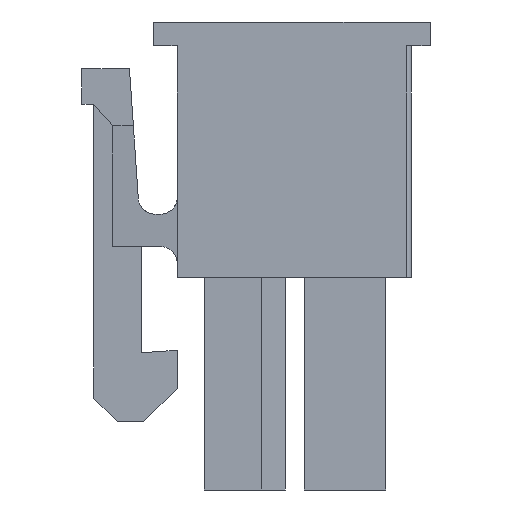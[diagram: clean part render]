
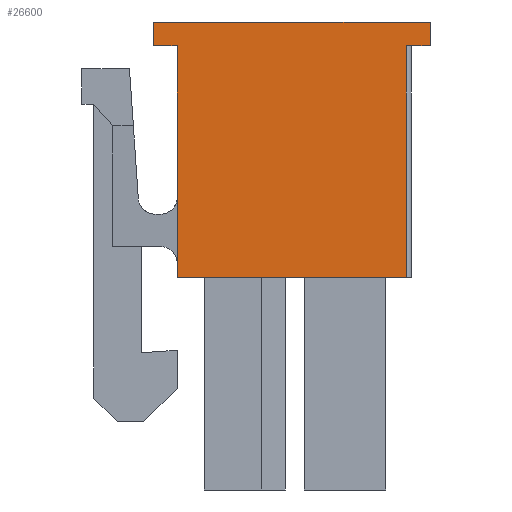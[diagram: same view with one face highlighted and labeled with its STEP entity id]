
A CAD part, left-side view. The second image highlights one B-rep face of the part: STEP entity #26600.
In plain terms, the highlighted planar face has unit normal (-1, 0, 0).
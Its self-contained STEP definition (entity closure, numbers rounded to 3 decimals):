
#2173=ORIENTED_EDGE('',*,*,#7782,.T.);
#2174=ORIENTED_EDGE('',*,*,#9715,.F.);
#2175=ORIENTED_EDGE('',*,*,#9716,.F.);
#2176=ORIENTED_EDGE('',*,*,#7936,.T.);
#2177=ORIENTED_EDGE('',*,*,#9717,.F.);
#2178=ORIENTED_EDGE('',*,*,#9718,.T.);
#2179=ORIENTED_EDGE('',*,*,#7822,.T.);
#2180=ORIENTED_EDGE('',*,*,#9703,.T.);
#7782=EDGE_CURVE('',#11640,#11642,#14054,.T.);
#7822=EDGE_CURVE('',#11676,#11682,#14094,.T.);
#7936=EDGE_CURVE('',#11788,#11789,#14208,.T.);
#9703=EDGE_CURVE('',#11682,#11640,#15965,.T.);
#9715=EDGE_CURVE('',#13350,#11642,#15971,.T.);
#9716=EDGE_CURVE('',#11788,#13350,#15972,.T.);
#9717=EDGE_CURVE('',#13351,#11789,#15973,.T.);
#9718=EDGE_CURVE('',#13351,#11676,#15974,.T.);
#11640=VERTEX_POINT('',#36110);
#11642=VERTEX_POINT('',#36114);
#11676=VERTEX_POINT('',#36189);
#11682=VERTEX_POINT('',#36201);
#11788=VERTEX_POINT('',#36435);
#11789=VERTEX_POINT('',#36436);
#13350=VERTEX_POINT('',#40074);
#13351=VERTEX_POINT('',#40077);
#14054=LINE('',#36115,#17890);
#14094=LINE('',#36202,#17930);
#14208=LINE('',#36434,#18044);
#15965=LINE('',#40057,#19801);
#15971=LINE('',#40073,#19807);
#15972=LINE('',#40075,#19808);
#15973=LINE('',#40076,#19809);
#15974=LINE('',#40078,#19810);
#17890=VECTOR('',#29277,1000.);
#17930=VECTOR('',#29331,1000.);
#18044=VECTOR('',#29471,1000.);
#19801=VECTOR('',#31840,1000.);
#19807=VECTOR('',#31862,1000.);
#19808=VECTOR('',#31863,1000.);
#19809=VECTOR('',#31864,1000.);
#19810=VECTOR('',#31865,1000.);
#22115=EDGE_LOOP('',(#2173,#2174,#2175,#2176,#2177,#2178,#2179,#2180));
#23663=FACE_BOUND('',#22115,.T.);
#25133=PLANE('',#28105);
#26600=ADVANCED_FACE('',(#23663),#25133,.T.);
#28105=AXIS2_PLACEMENT_3D('',#40072,#31860,#31861);
#29277=DIRECTION('',(0.,0.,1.));
#29331=DIRECTION('',(0.,0.,-1.));
#29471=DIRECTION('',(0.,1.,0.));
#31840=DIRECTION('',(0.,-1.,0.));
#31860=DIRECTION('',(-1.,0.,0.));
#31861=DIRECTION('',(0.,0.,1.));
#31862=DIRECTION('',(0.,1.,0.));
#31863=DIRECTION('',(0.,0.,-1.));
#31864=DIRECTION('',(0.,0.,1.));
#31865=DIRECTION('',(0.,-1.,0.));
#36110=CARTESIAN_POINT('',(-25.8,-4.8,-5.35));
#36114=CARTESIAN_POINT('',(-25.8,-4.8,4.35));
#36115=CARTESIAN_POINT('',(-25.8,-4.8,-5.35));
#36189=CARTESIAN_POINT('',(-25.8,4.8,4.35));
#36201=CARTESIAN_POINT('',(-25.8,4.8,-5.35));
#36202=CARTESIAN_POINT('',(-25.8,4.8,5.35));
#36434=CARTESIAN_POINT('',(-25.8,-4.8,5.35));
#36435=CARTESIAN_POINT('',(-25.8,-5.8,5.35));
#36436=CARTESIAN_POINT('',(-25.8,5.8,5.35));
#40057=CARTESIAN_POINT('',(-25.8,4.8,-5.35));
#40072=CARTESIAN_POINT('',(-25.8,0.,0.));
#40073=CARTESIAN_POINT('',(-25.8,-5.8,4.35));
#40074=CARTESIAN_POINT('',(-25.8,-5.8,4.35));
#40075=CARTESIAN_POINT('',(-25.8,-5.8,5.35));
#40076=CARTESIAN_POINT('',(-25.8,5.8,4.35));
#40077=CARTESIAN_POINT('',(-25.8,5.8,4.35));
#40078=CARTESIAN_POINT('',(-25.8,5.8,4.35));
